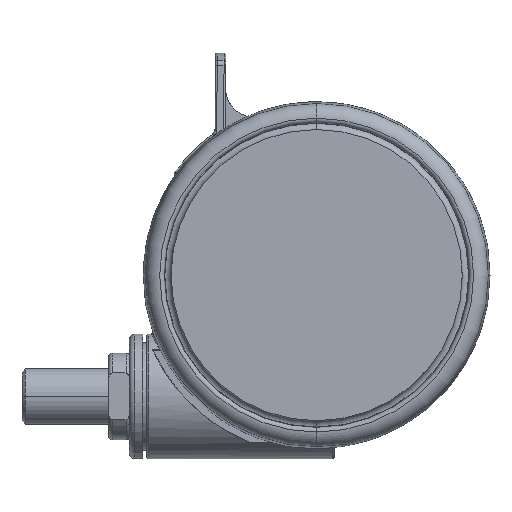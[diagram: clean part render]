
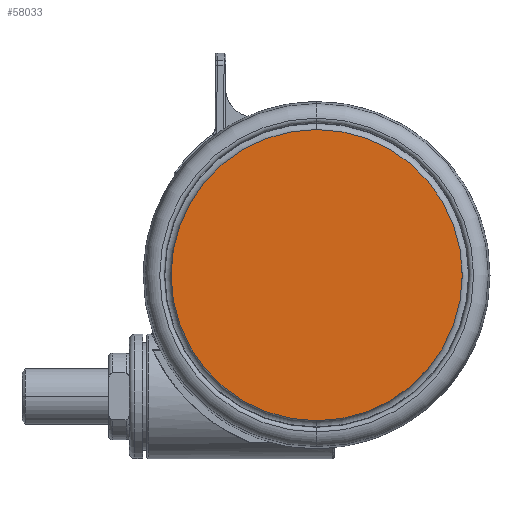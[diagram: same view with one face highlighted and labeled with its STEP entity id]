
A CAD part, left-side view. The second image highlights one B-rep face of the part: STEP entity #58033.
In plain terms, the highlighted face is planar.
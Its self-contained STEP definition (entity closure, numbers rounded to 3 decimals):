
#6552 = CARTESIAN_POINT ( 'NONE',  ( 0., 0., -65.2 ) ) ;
#10435 = CARTESIAN_POINT ( 'NONE',  ( 0.851, 41.991, -65.2 ) ) ;
#12943 = DIRECTION ( 'NONE',  ( -0.02, -1., 0. ) ) ;
#13893 = CARTESIAN_POINT ( 'NONE',  ( 0., 0., -65.2 ) ) ;
#18656 = FACE_OUTER_BOUND ( 'NONE', #62050, .T. ) ;
#22270 = EDGE_CURVE ( 'NONE', #38335, #37283, #67595, .T. ) ;
#25510 = AXIS2_PLACEMENT_3D ( 'NONE', #6552, #50776, #12943 ) ;
#30451 = CARTESIAN_POINT ( 'NONE',  ( 0., 0., -65.2 ) ) ;
#30838 = AXIS2_PLACEMENT_3D ( 'NONE', #13893, #77042, #39284 ) ;
#36818 = DIRECTION ( 'NONE',  ( -0.02, -1., 0. ) ) ;
#37283 = VERTEX_POINT ( 'NONE', #10435 ) ;
#38335 = VERTEX_POINT ( 'NONE', #77931 ) ;
#39284 = DIRECTION ( 'NONE',  ( 0.02, 1., 0. ) ) ;
#43204 = EDGE_CURVE ( 'NONE', #37283, #38335, #65353, .T. ) ;
#50776 = DIRECTION ( 'NONE',  ( 0., 0., -1. ) ) ;
#58033 = ADVANCED_FACE ( 'NONE', ( #18656 ), #76779, .F. ) ;
#62050 = EDGE_LOOP ( 'NONE', ( #68002, #74532 ) ) ;
#65353 = CIRCLE ( 'NONE', #25510, 42. ) ;
#65361 = AXIS2_PLACEMENT_3D ( 'NONE', #30451, #74590, #36818 ) ;
#67595 = CIRCLE ( 'NONE', #65361, 42. ) ;
#68002 = ORIENTED_EDGE ( 'NONE', *, *, #22270, .T. ) ;
#74532 = ORIENTED_EDGE ( 'NONE', *, *, #43204, .T. ) ;
#74590 = DIRECTION ( 'NONE',  ( 0., 0., -1. ) ) ;
#76779 = PLANE ( 'NONE',  #30838 ) ;
#77042 = DIRECTION ( 'NONE',  ( 0., 0., 1. ) ) ;
#77931 = CARTESIAN_POINT ( 'NONE',  ( -0.851, -41.991, -65.2 ) ) ;
